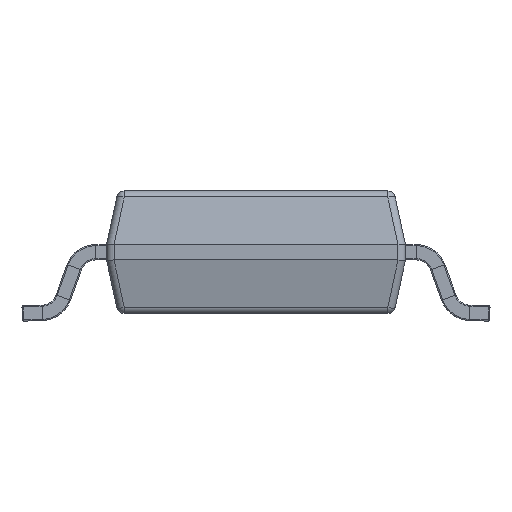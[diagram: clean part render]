
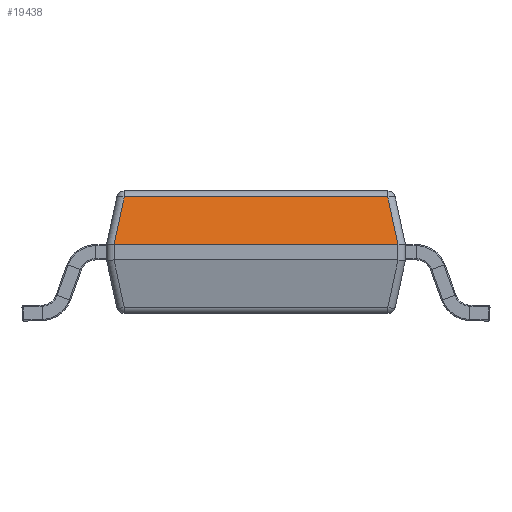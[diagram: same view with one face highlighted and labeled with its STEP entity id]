
A CAD part, front view. The second image highlights one B-rep face of the part: STEP entity #19438.
In plain terms, the highlighted face is planar.
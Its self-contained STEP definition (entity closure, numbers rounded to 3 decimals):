
#191=ELLIPSE('',#21498,0.477,0.1);
#192=ELLIPSE('',#21499,0.477,0.1);
#992=PLANE('',#21497);
#2103=LINE('',#31456,#3631);
#2126=LINE('',#31532,#3654);
#2127=LINE('',#31534,#3655);
#2128=LINE('',#31536,#3656);
#3631=VECTOR('',#25953,1.);
#3654=VECTOR('',#26022,1.);
#3655=VECTOR('',#26023,1.);
#3656=VECTOR('',#26024,1.);
#5411=FACE_OUTER_BOUND('',#6624,.T.);
#6624=EDGE_LOOP('',(#15436,#15437,#15438,#15439,#15440,#15441));
#8799=VERTEX_POINT('',#31453);
#8800=VERTEX_POINT('',#31455);
#8829=VERTEX_POINT('',#31529);
#8830=VERTEX_POINT('',#31531);
#8831=VERTEX_POINT('',#31533);
#8832=VERTEX_POINT('',#31535);
#11108=EDGE_CURVE('',#8799,#8800,#2103,.T.);
#11145=EDGE_CURVE('',#8799,#8829,#191,.T.);
#11146=EDGE_CURVE('',#8829,#8830,#2126,.T.);
#11147=EDGE_CURVE('',#8830,#8831,#2127,.T.);
#11148=EDGE_CURVE('',#8831,#8832,#2128,.T.);
#11149=EDGE_CURVE('',#8832,#8800,#192,.T.);
#15436=ORIENTED_EDGE('',*,*,#11108,.F.);
#15437=ORIENTED_EDGE('',*,*,#11145,.T.);
#15438=ORIENTED_EDGE('',*,*,#11146,.T.);
#15439=ORIENTED_EDGE('',*,*,#11147,.T.);
#15440=ORIENTED_EDGE('',*,*,#11148,.T.);
#15441=ORIENTED_EDGE('',*,*,#11149,.T.);
#19438=ADVANCED_FACE('',(#5411),#992,.T.);
#21497=AXIS2_PLACEMENT_3D('',#31528,#26018,#26019);
#21498=AXIS2_PLACEMENT_3D('',#31530,#26020,#26021);
#21499=AXIS2_PLACEMENT_3D('',#31537,#26025,#26026);
#25953=DIRECTION('',(0.,-1.,0.));
#26018=DIRECTION('center_axis',(0.978,0.,
0.21));
#26019=DIRECTION('ref_axis',(0.,-1.,0.));
#26020=DIRECTION('center_axis',(0.978,0.,
0.21));
#26021=DIRECTION('ref_axis',(0.21,0.,-0.978));
#26022=DIRECTION('',(-0.205,-0.205,0.957));
#26023=DIRECTION('',(0.,-1.,0.));
#26024=DIRECTION('',(0.205,-0.205,-0.957));
#26025=DIRECTION('center_axis',(0.978,0.,
0.21));
#26026=DIRECTION('ref_axis',(0.21,0.,-0.978));
#31453=CARTESIAN_POINT('',(5.,1.85,0.999));
#31455=CARTESIAN_POINT('',(5.,-1.85,0.999));
#31456=CARTESIAN_POINT('',(5.,-1.95,0.999));
#31528=CARTESIAN_POINT('Origin',(4.85,0.,1.699));
#31529=CARTESIAN_POINT('',(5.,1.852,1.));
#31530=CARTESIAN_POINT('Origin',(4.9,1.85,1.466));
#31531=CARTESIAN_POINT('',(4.867,1.719,1.62));
#31532=CARTESIAN_POINT('',(4.778,1.631,2.034));
#31533=CARTESIAN_POINT('',(4.867,-1.719,1.62));
#31534=CARTESIAN_POINT('',(4.867,0.,1.62));
#31535=CARTESIAN_POINT('',(5.,-1.852,1.));
#31536=CARTESIAN_POINT('',(4.778,-1.631,2.034));
#31537=CARTESIAN_POINT('Origin',(4.9,-1.85,1.466));
